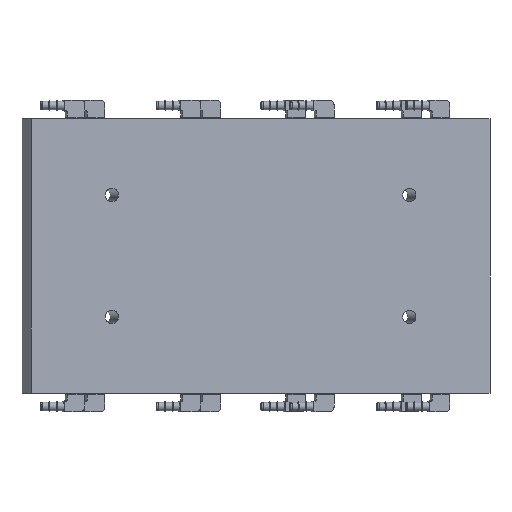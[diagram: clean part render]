
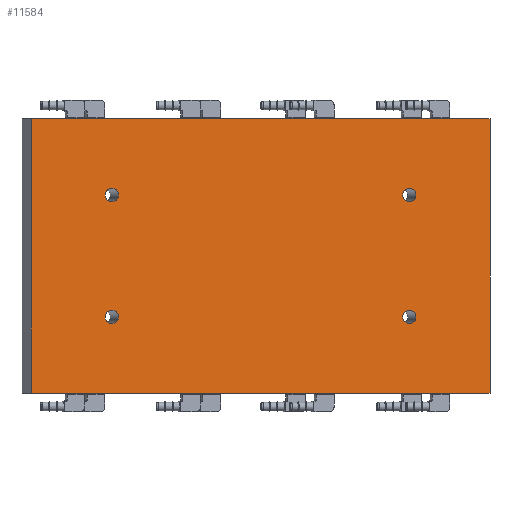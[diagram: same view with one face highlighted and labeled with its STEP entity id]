
A CAD part, top view. The second image highlights one B-rep face of the part: STEP entity #11584.
In plain terms, the highlighted face is planar.
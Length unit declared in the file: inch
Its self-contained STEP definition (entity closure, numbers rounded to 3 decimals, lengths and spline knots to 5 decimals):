
#391=FACE_BOUND('',#1959,.T.);
#392=FACE_BOUND('',#1960,.T.);
#393=FACE_BOUND('',#1961,.T.);
#394=FACE_BOUND('',#1962,.T.);
#672=PLANE('',#12802);
#1232=FACE_OUTER_BOUND('',#1958,.T.);
#1958=EDGE_LOOP('',(#10265,#10266,#10267,#10268));
#1959=EDGE_LOOP('',(#10269));
#1960=EDGE_LOOP('',(#10270));
#1961=EDGE_LOOP('',(#10271));
#1962=EDGE_LOOP('',(#10272));
#2981=LINE('',#19278,#3991);
#2984=LINE('',#19283,#3994);
#2986=LINE('',#19288,#3996);
#2987=LINE('',#19290,#3997);
#3991=VECTOR('',#15937,0.3937);
#3994=VECTOR('',#15942,0.3937);
#3996=VECTOR('',#15948,0.3937);
#3997=VECTOR('',#15951,0.3937);
#4417=CIRCLE('',#12392,0.133);
#4420=CIRCLE('',#12398,0.133);
#4423=CIRCLE('',#12404,0.133);
#4426=CIRCLE('',#12410,0.133);
#5283=VERTEX_POINT('',#18217);
#5286=VERTEX_POINT('',#18228);
#5289=VERTEX_POINT('',#18239);
#5292=VERTEX_POINT('',#18250);
#5578=VERTEX_POINT('',#19275);
#5579=VERTEX_POINT('',#19277);
#5580=VERTEX_POINT('',#19281);
#5581=VERTEX_POINT('',#19286);
#6661=EDGE_CURVE('',#5283,#5283,#4417,.T.);
#6666=EDGE_CURVE('',#5286,#5286,#4420,.T.);
#6671=EDGE_CURVE('',#5289,#5289,#4423,.T.);
#6676=EDGE_CURVE('',#5292,#5292,#4426,.T.);
#7167=EDGE_CURVE('',#5578,#5579,#2981,.T.);
#7170=EDGE_CURVE('',#5580,#5578,#2984,.T.);
#7172=EDGE_CURVE('',#5581,#5580,#2986,.T.);
#7173=EDGE_CURVE('',#5579,#5581,#2987,.T.);
#10265=ORIENTED_EDGE('',*,*,#7173,.F.);
#10266=ORIENTED_EDGE('',*,*,#7167,.F.);
#10267=ORIENTED_EDGE('',*,*,#7170,.F.);
#10268=ORIENTED_EDGE('',*,*,#7172,.F.);
#10269=ORIENTED_EDGE('',*,*,#6661,.T.);
#10270=ORIENTED_EDGE('',*,*,#6666,.T.);
#10271=ORIENTED_EDGE('',*,*,#6671,.T.);
#10272=ORIENTED_EDGE('',*,*,#6676,.T.);
#11584=ADVANCED_FACE('',(#1232,#391,#392,#393,#394),#672,.F.);
#12392=AXIS2_PLACEMENT_3D('',#18219,#14789,#14790);
#12398=AXIS2_PLACEMENT_3D('',#18230,#14803,#14804);
#12404=AXIS2_PLACEMENT_3D('',#18241,#14817,#14818);
#12410=AXIS2_PLACEMENT_3D('',#18252,#14831,#14832);
#12802=AXIS2_PLACEMENT_3D('',#19291,#15952,#15953);
#14789=DIRECTION('center_axis',(0.,0.,1.));
#14790=DIRECTION('ref_axis',(1.,0.,0.));
#14803=DIRECTION('center_axis',(0.,0.,1.));
#14804=DIRECTION('ref_axis',(1.,0.,0.));
#14817=DIRECTION('center_axis',(0.,0.,1.));
#14818=DIRECTION('ref_axis',(1.,0.,0.));
#14831=DIRECTION('center_axis',(0.,0.,1.));
#14832=DIRECTION('ref_axis',(1.,0.,0.));
#15937=DIRECTION('',(0.,-1.,0.));
#15942=DIRECTION('',(-1.,0.,0.));
#15948=DIRECTION('',(0.,1.,0.));
#15951=DIRECTION('',(1.,0.,0.));
#15952=DIRECTION('center_axis',(0.,0.,1.));
#15953=DIRECTION('ref_axis',(1.,0.,0.));
#18217=CARTESIAN_POINT('',(-3.133,1.22047,0.));
#18219=CARTESIAN_POINT('Origin',(-3.,1.22047,0.));
#18228=CARTESIAN_POINT('',(2.867,-1.22047,0.));
#18230=CARTESIAN_POINT('Origin',(3.,-1.22047,0.));
#18239=CARTESIAN_POINT('',(-3.133,-1.22047,0.));
#18241=CARTESIAN_POINT('Origin',(-3.,-1.22047,0.));
#18250=CARTESIAN_POINT('',(2.867,1.22047,0.));
#18252=CARTESIAN_POINT('Origin',(3.,1.22047,0.));
#19275=CARTESIAN_POINT('',(-4.625,2.75,0.));
#19277=CARTESIAN_POINT('',(-4.625,-2.75,0.));
#19278=CARTESIAN_POINT('',(-4.625,2.75,0.));
#19281=CARTESIAN_POINT('',(4.625,2.75,0.));
#19283=CARTESIAN_POINT('',(4.625,2.75,0.));
#19286=CARTESIAN_POINT('',(4.625,-2.75,0.));
#19288=CARTESIAN_POINT('',(4.625,-2.75,0.));
#19290=CARTESIAN_POINT('',(-4.625,-2.75,0.));
#19291=CARTESIAN_POINT('Origin',(0.,0.,
0.));
